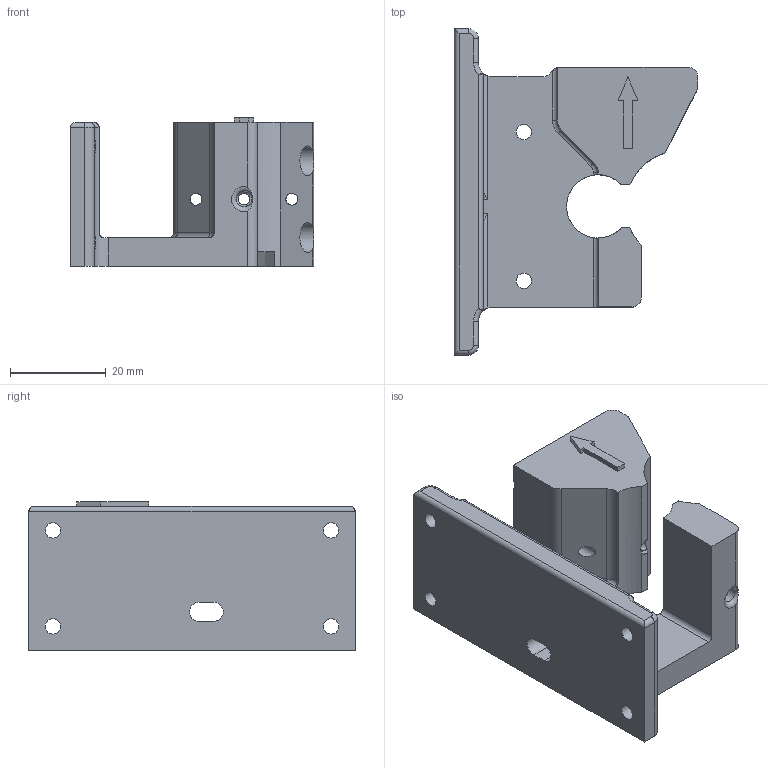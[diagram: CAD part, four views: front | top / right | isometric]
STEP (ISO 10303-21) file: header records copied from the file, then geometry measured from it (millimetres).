
FILE_DESCRIPTION(('FreeCAD Model'),'2;1');
FILE_NAME('SE_D.step','2016-01-09T10:43:34',('Almisuifre' ),(''),'Open CASCADE STEP processor 6.8','FreeCAD','Unknown');
FILE_SCHEMA(('AUTOMOTIVE_DESIGN_CC2 { 1 2 10303 214 -1 1 5 4 }'));
Length unit declared in the file: millimetre
Products named in the file (2): ASSEMBLY; Fillet007
Assembly tree (1 placements, depth 2):
  ASSEMBLY
    Fillet007
Bounding box: 50.74 x 68 x 31 mm (x, y, z)
Volume: 31781.3 mm3; surface area: 14693.7 mm2
Topology: 1 solids, 1 shells, 124 faces, 356 edges, 232 vertices
Faces by surface type: plane 57, cylinder 53, torus 9, cone 3, bspline 2
Full cylindrical faces by diameter (mm): 2.4 x1, 2.5 x2, 3.2 x7, 4.6 x1, 6.2 x4, 6.4 x4
Entity records: 13696 total; most frequent: CARTESIAN_POINT 6944, DIRECTION 1162, ORIENTED_EDGE 712, PCURVE 712, DEFINITIONAL_REPRESENTATION 712, LINE 644, VECTOR 644, EDGE_CURVE 356
